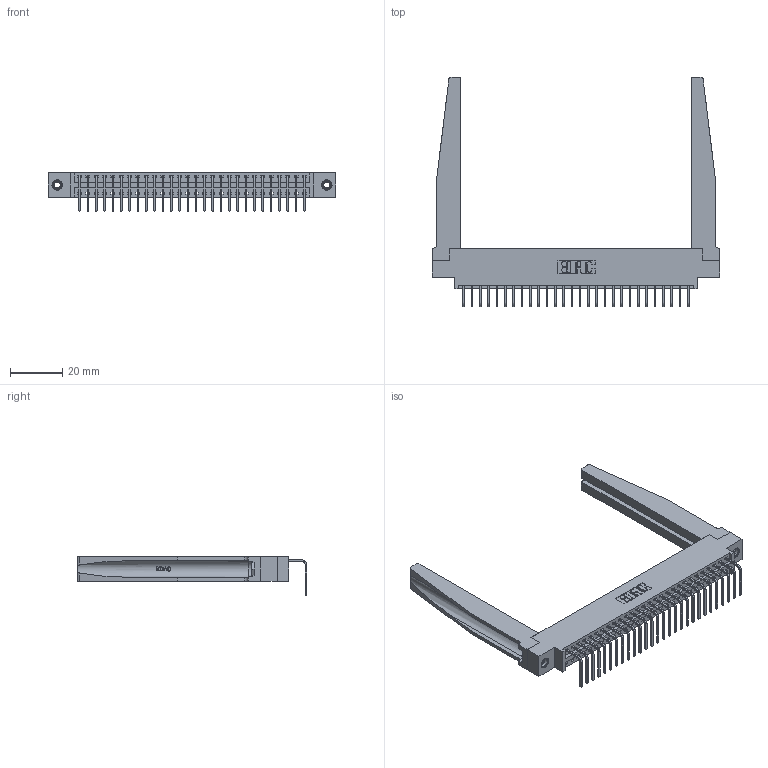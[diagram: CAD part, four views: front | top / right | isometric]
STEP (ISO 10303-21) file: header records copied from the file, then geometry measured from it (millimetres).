
FILE_DESCRIPTION (( 'STEP AP203' ), '1' );
FILE_NAME ('346-028-558-678.STEP', '2022-05-06T07:49:08', ( '' ), ( '' ), 'SwSTEP 2.0', 'SolidWorks 2020', '' );
FILE_SCHEMA (( 'CONFIG_CONTROL_DESIGN' ));
Length unit declared in the file: inch
Products named in the file (5): 346-028-558-678; 345-250-001_345-250-001-102; 346-220-078_345-220-078; 346 Part_0.170 Offset - 0.156 Dia-TH; 345-292-001_558 Tail - 2
Assembly tree (33 placements, depth 2):
  346-028-558-678
    346 Part_0.170 Offset - 0.156 Dia-TH
    345-292-001_558 Tail - 2  x28
    346-220-078_345-220-078  x2
    345-250-001_345-250-001-102  x2
Bounding box: 109.47 x 87.44 x 14.73 mm (x, y, z)
Volume: 17212.1 mm3; surface area: 20015.9 mm2
Topology: 33 solids, 33 shells, 2054 faces, 6081 edges, 4006 vertices
Faces by surface type: plane 1412, cylinder 590, bspline 36, cone 12, torus 4
Entity records: 24642 total; most frequent: CARTESIAN_POINT 5145, ORIENTED_EDGE 3994, DIRECTION 3539, EDGE_CURVE 1997, LINE 1659, VECTOR 1659, VERTEX_POINT 1324, AXIS2_PLACEMENT_3D 940
